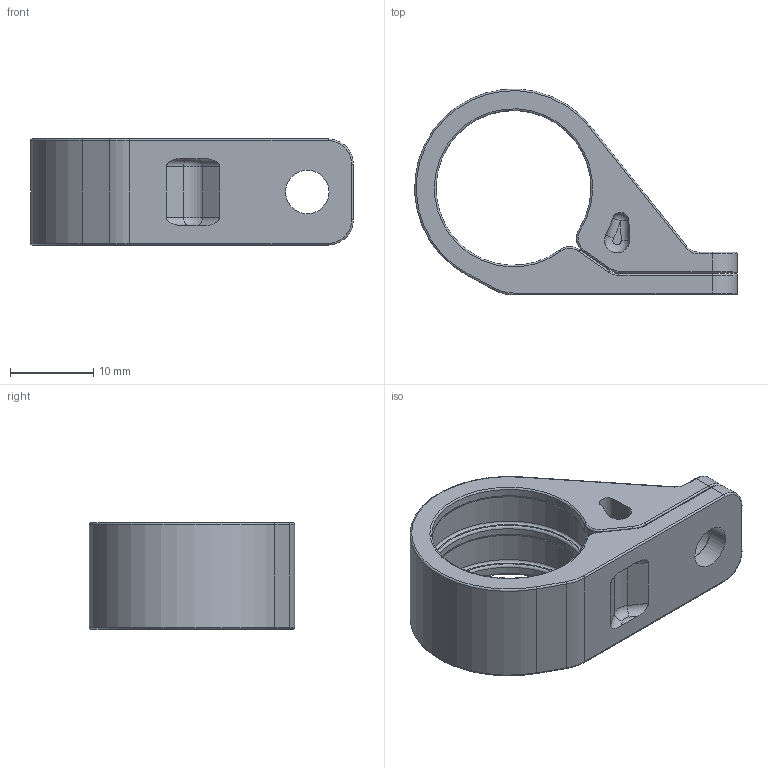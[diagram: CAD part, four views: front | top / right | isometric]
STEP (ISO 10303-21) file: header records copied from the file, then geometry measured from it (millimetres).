
FILE_DESCRIPTION((''),'2;1');
FILE_NAME('3506_8222_544-BOITIER-FERME','2020-03-12T',('presta_be4'),(''),'CREO PARAMETRIC BY PTC INC, 2018360','CREO PARAMETRIC BY PTC INC, 2018360','');
FILE_SCHEMA(('CONFIG_CONTROL_DESIGN'));
Length unit declared in the file: millimetre
Products named in the file (1): 3506_8222_544-BOITIER-FERME
Bounding box: 38.63 x 24.63 x 12.7 mm (x, y, z)
Volume: 3519.2 mm3; surface area: 3554 mm2
Topology: 1 solids, 1 shells, 142 faces, 329 edges, 192 vertices
Faces by surface type: cylinder 60, torus 45, plane 24, bspline 10, sphere 2, cone 1
Entity records: 5302 total; most frequent: CARTESIAN_POINT 1988, DIRECTION 756, ORIENTED_EDGE 658, EDGE_CURVE 329, AXIS2_PLACEMENT_3D 324, VERTEX_POINT 192, CIRCLE 192, EDGE_LOOP 149
